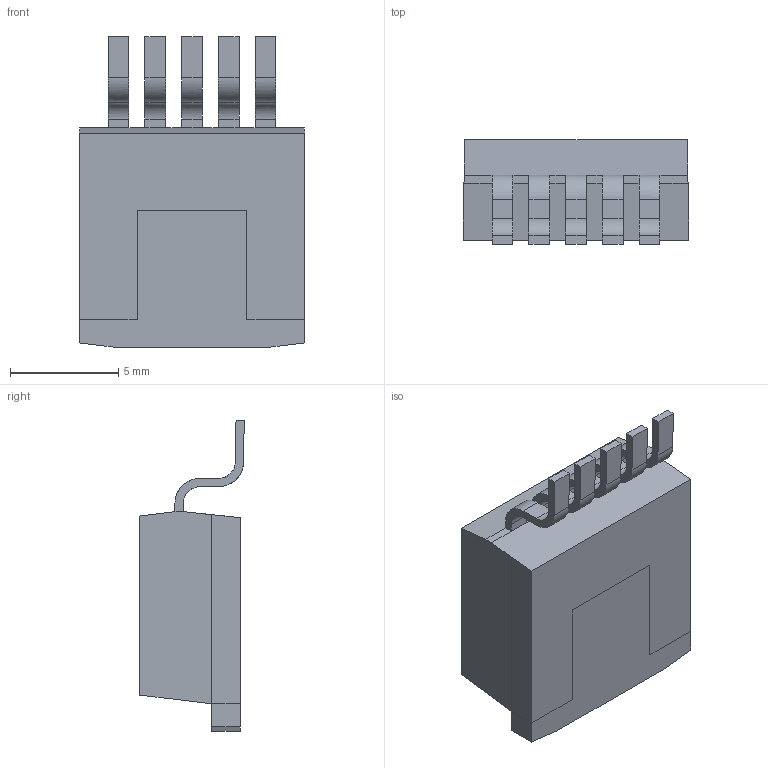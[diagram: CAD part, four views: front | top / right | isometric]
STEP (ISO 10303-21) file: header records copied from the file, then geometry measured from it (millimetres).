
FILE_DESCRIPTION (( 'STEP AP214' ), '1' );
FILE_NAME ('User Library-TO-263-1.STEP', '2018-06-01T22:50:27', ( '' ), ( '' ), 'SwSTEP 2.0', 'SolidWorks 2018', '' );
FILE_SCHEMA (( 'AUTOMOTIVE_DESIGN' ));
Length unit declared in the file: millimetre
Products named in the file (1): User Library-TO-263-1
Bounding box: 10.41 x 4.83 x 14.37 mm (x, y, z)
Volume: 443.9 mm3; surface area: 574.3 mm2
Topology: 2 solids, 2 shells, 213 faces, 576 edges, 376 vertices
Faces by surface type: plane 132, bspline 59, cylinder 22
Entity records: 8309 total; most frequent: CARTESIAN_POINT 2555, ORIENTED_EDGE 1152, DIRECTION 674, EDGE_CURVE 576, VERTEX_POINT 376, VECTOR 348, LINE 348, EDGE_LOOP 222
